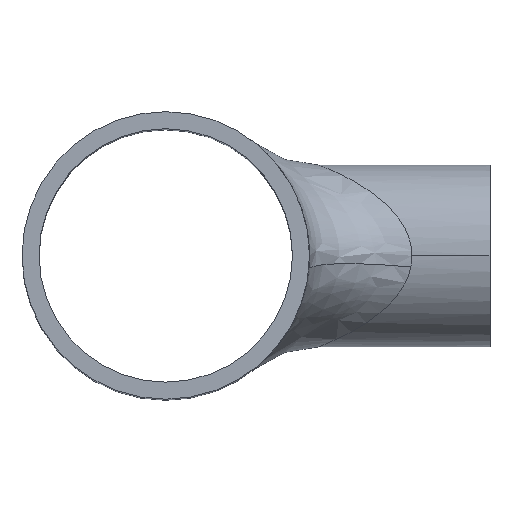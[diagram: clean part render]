
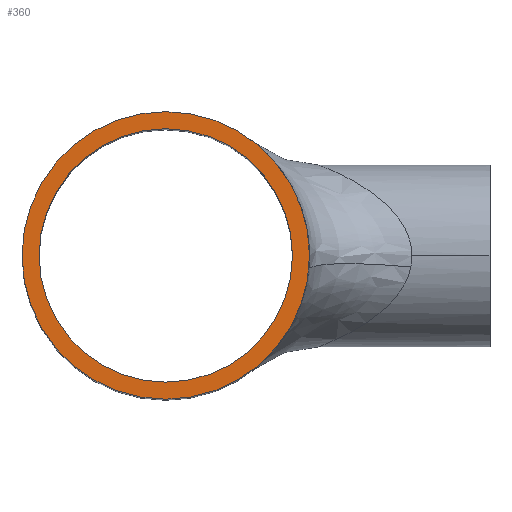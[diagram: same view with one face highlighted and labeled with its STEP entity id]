
A CAD part, top view. The second image highlights one B-rep face of the part: STEP entity #360.
In plain terms, the highlighted planar face has unit normal (0, 0, 1).
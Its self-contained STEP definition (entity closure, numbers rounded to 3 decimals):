
#27 = DIRECTION ( 'NONE',  ( 0., 0., 1. ) ) ;
#28 = CIRCLE ( 'NONE', #1581, 14.85 ) ;
#38 = CARTESIAN_POINT ( 'NONE',  ( 16.85, 0., 38. ) ) ;
#42 = DIRECTION ( 'NONE',  ( 1., 0., 0. ) ) ;
#78 = DIRECTION ( 'NONE',  ( 1., 0., 0. ) ) ;
#111 = EDGE_LOOP ( 'NONE', ( #504, #639 ) ) ;
#223 = DIRECTION ( 'NONE',  ( 1., 0., 0. ) ) ;
#274 = AXIS2_PLACEMENT_3D ( 'NONE', #1724, #1065, #223 ) ;
#330 = CARTESIAN_POINT ( 'NONE',  ( 0., 0., 38. ) ) ;
#354 = CARTESIAN_POINT ( 'NONE',  ( 0., 0., 38. ) ) ;
#360 = ADVANCED_FACE ( 'NONE', ( #1557, #876 ), #1454, .T. ) ;
#419 = VERTEX_POINT ( 'NONE', #38 ) ;
#421 = CARTESIAN_POINT ( 'NONE',  ( 0., 0., 38. ) ) ;
#504 = ORIENTED_EDGE ( 'NONE', *, *, #1415, .T. ) ;
#527 = CARTESIAN_POINT ( 'NONE',  ( -16.85, 0., 38. ) ) ;
#577 = DIRECTION ( 'NONE',  ( 1., 0., 0. ) ) ;
#578 = EDGE_CURVE ( 'NONE', #1739, #1360, #28, .T. ) ;
#639 = ORIENTED_EDGE ( 'NONE', *, *, #1720, .T. ) ;
#641 = CARTESIAN_POINT ( 'NONE',  ( 0., 0., 38. ) ) ;
#658 = ORIENTED_EDGE ( 'NONE', *, *, #578, .F. ) ;
#768 = DIRECTION ( 'NONE',  ( 0., 0., 1. ) ) ;
#783 = VERTEX_POINT ( 'NONE', #527 ) ;
#876 = FACE_OUTER_BOUND ( 'NONE', #111, .T. ) ;
#885 = CIRCLE ( 'NONE', #1436, 14.85 ) ;
#991 = CIRCLE ( 'NONE', #1769, 16.85 ) ;
#1004 = EDGE_LOOP ( 'NONE', ( #1626, #658 ) ) ;
#1019 = CARTESIAN_POINT ( 'NONE',  ( -14.85, 0., 38. ) ) ;
#1051 = EDGE_CURVE ( 'NONE', #1360, #1739, #885, .T. ) ;
#1065 = DIRECTION ( 'NONE',  ( 0., 0., 1. ) ) ;
#1074 = CIRCLE ( 'NONE', #274, 16.85 ) ;
#1181 = DIRECTION ( 'NONE',  ( 0., 0., 1. ) ) ;
#1360 = VERTEX_POINT ( 'NONE', #1019 ) ;
#1415 = EDGE_CURVE ( 'NONE', #783, #419, #991, .T. ) ;
#1436 = AXIS2_PLACEMENT_3D ( 'NONE', #641, #1471, #1628 ) ;
#1454 = PLANE ( 'NONE',  #1526 ) ;
#1471 = DIRECTION ( 'NONE',  ( 0., 0., 1. ) ) ;
#1526 = AXIS2_PLACEMENT_3D ( 'NONE', #330, #768, #42 ) ;
#1557 = FACE_BOUND ( 'NONE', #1004, .T. ) ;
#1581 = AXIS2_PLACEMENT_3D ( 'NONE', #421, #27, #577 ) ;
#1622 = CARTESIAN_POINT ( 'NONE',  ( 14.85, 0., 38. ) ) ;
#1626 = ORIENTED_EDGE ( 'NONE', *, *, #1051, .F. ) ;
#1628 = DIRECTION ( 'NONE',  ( 1., 0., 0. ) ) ;
#1720 = EDGE_CURVE ( 'NONE', #419, #783, #1074, .T. ) ;
#1724 = CARTESIAN_POINT ( 'NONE',  ( 0., 0., 38. ) ) ;
#1739 = VERTEX_POINT ( 'NONE', #1622 ) ;
#1769 = AXIS2_PLACEMENT_3D ( 'NONE', #354, #1181, #78 ) ;
